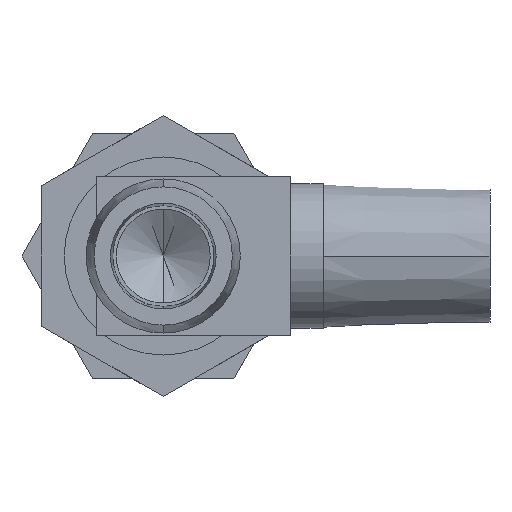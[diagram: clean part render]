
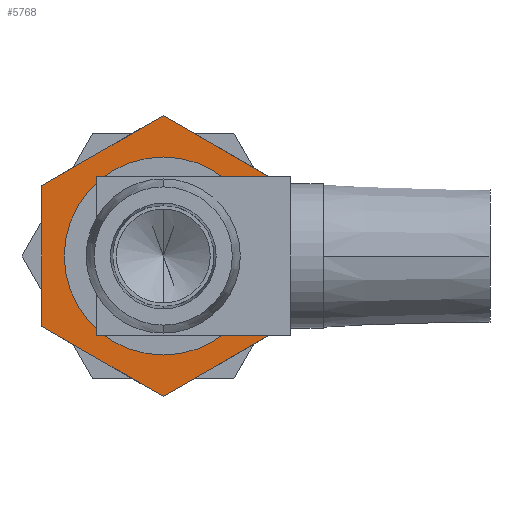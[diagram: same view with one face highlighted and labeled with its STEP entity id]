
A CAD part, front view. The second image highlights one B-rep face of the part: STEP entity #5768.
In plain terms, the highlighted planar face has unit normal (0, -1, 0).
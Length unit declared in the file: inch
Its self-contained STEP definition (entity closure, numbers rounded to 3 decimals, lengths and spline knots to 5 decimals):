
#2170 = AXIS2_PLACEMENT_3D ( 'NONE', #17880, #17879, #17877 ) ;
#2203 = CIRCLE ( 'NONE', #13820, 0.35 ) ;
#2303 = CIRCLE ( 'NONE', #2170, 0.35 ) ;
#2556 = EDGE_CURVE ( 'NONE', #11571, #11572, #2303, .T. ) ;
#5054 = LINE ( 'NONE', #8558, #13818 ) ;
#5055 = LINE ( 'NONE', #8561, #13815 ) ;
#5056 = LINE ( 'NONE', #8564, #13813 ) ;
#5057 = LINE ( 'NONE', #8494, #13816 ) ;
#5058 = LINE ( 'NONE', #8512, #13811 ) ;
#5059 = LINE ( 'NONE', #8453, #13809 ) ;
#5083 = FACE_OUTER_BOUND ( 'NONE', #5630, .T. ) ;
#5084 = FACE_BOUND ( 'NONE', #5695, .T. ) ;
#5630 = EDGE_LOOP ( 'NONE', ( #18272, #18267, #18270, #18265, #18347, #18345 ) ) ;
#5695 = EDGE_LOOP ( 'NONE', ( #18342, #18350 ) ) ;
#5736 = EDGE_CURVE ( 'NONE', #11572, #11571, #2203, .T. ) ;
#5738 = EDGE_CURVE ( 'NONE', #11440, #11428, #5054, .T. ) ;
#5739 = EDGE_CURVE ( 'NONE', #11428, #11441, #5055, .T. ) ;
#5740 = EDGE_CURVE ( 'NONE', #11438, #11440, #5056, .T. ) ;
#5741 = EDGE_CURVE ( 'NONE', #11364, #11438, #5057, .T. ) ;
#5742 = EDGE_CURVE ( 'NONE', #11452, #11364, #5058, .T. ) ;
#5743 = EDGE_CURVE ( 'NONE', #11441, #11452, #5059, .T. ) ;
#5768 = ADVANCED_FACE ( 'NONE', ( #5083, #5084 ), #8538, .T. ) ;
#8451 = DIRECTION ( 'NONE',  ( 0.866, 0., -0.5 ) ) ;
#8453 = CARTESIAN_POINT ( 'NONE',  ( 0., 0.675, 0.49652 ) ) ;
#8494 = CARTESIAN_POINT ( 'NONE',  ( 0.43, 0.675, -0.24826 ) ) ;
#8497 = DIRECTION ( 'NONE',  ( -0.866, 0., -0.5 ) ) ;
#8509 = DIRECTION ( 'NONE',  ( 0., 0., -1. ) ) ;
#8512 = CARTESIAN_POINT ( 'NONE',  ( 0.43, 0.675, 0.24826 ) ) ;
#8513 = CARTESIAN_POINT ( 'NONE',  ( 0., 0.675, 0. ) ) ;
#8520 = DIRECTION ( 'NONE',  ( 0., 0., -1. ) ) ;
#8532 = DIRECTION ( 'NONE',  ( 0., 0., 1. ) ) ;
#8536 = DIRECTION ( 'NONE',  ( 0., -1., 0. ) ) ;
#8538 = PLANE ( 'NONE',  #13778 ) ;
#8539 = CARTESIAN_POINT ( 'NONE',  ( -0.86, 0.675, 0. ) ) ;
#8550 = DIRECTION ( 'NONE',  ( 0., 1., 0. ) ) ;
#8556 = DIRECTION ( 'NONE',  ( 0., 0., 1. ) ) ;
#8558 = CARTESIAN_POINT ( 'NONE',  ( -0.43, 0.675, -0.24826 ) ) ;
#8560 = DIRECTION ( 'NONE',  ( 0.866, 0., 0.5 ) ) ;
#8561 = CARTESIAN_POINT ( 'NONE',  ( -0.43, 0.675, 0.24826 ) ) ;
#8564 = CARTESIAN_POINT ( 'NONE',  ( 0., 0.675, -0.49652 ) ) ;
#8566 = DIRECTION ( 'NONE',  ( -0.866, 0., 0.5 ) ) ;
#8832 = CARTESIAN_POINT ( 'NONE',  ( 0.43, 0.675, -0.24826 ) ) ;
#8871 = CARTESIAN_POINT ( 'NONE',  ( -0.43, 0.675, 0.24826 ) ) ;
#8877 = CARTESIAN_POINT ( 'NONE',  ( 0., 0.675, -0.49652 ) ) ;
#8878 = CARTESIAN_POINT ( 'NONE',  ( -0.43, 0.675, -0.24826 ) ) ;
#8879 = CARTESIAN_POINT ( 'NONE',  ( 0., 0.675, 0.49652 ) ) ;
#8886 = CARTESIAN_POINT ( 'NONE',  ( 0.43, 0.675, 0.24826 ) ) ;
#8993 = CARTESIAN_POINT ( 'NONE',  ( 0., 0.675, 0.35 ) ) ;
#8994 = CARTESIAN_POINT ( 'NONE',  ( 0., 0.675, -0.35 ) ) ;
#11364 = VERTEX_POINT ( 'NONE', #8832 ) ;
#11428 = VERTEX_POINT ( 'NONE', #8871 ) ;
#11438 = VERTEX_POINT ( 'NONE', #8877 ) ;
#11440 = VERTEX_POINT ( 'NONE', #8878 ) ;
#11441 = VERTEX_POINT ( 'NONE', #8879 ) ;
#11452 = VERTEX_POINT ( 'NONE', #8886 ) ;
#11571 = VERTEX_POINT ( 'NONE', #8993 ) ;
#11572 = VERTEX_POINT ( 'NONE', #8994 ) ;
#13778 = AXIS2_PLACEMENT_3D ( 'NONE', #8539, #8536, #8520 ) ;
#13809 = VECTOR ( 'NONE', #8451, 39.37008 ) ;
#13811 = VECTOR ( 'NONE', #8509, 39.37008 ) ;
#13813 = VECTOR ( 'NONE', #8566, 39.37008 ) ;
#13815 = VECTOR ( 'NONE', #8560, 39.37008 ) ;
#13816 = VECTOR ( 'NONE', #8497, 39.37008 ) ;
#13818 = VECTOR ( 'NONE', #8556, 39.37008 ) ;
#13820 = AXIS2_PLACEMENT_3D ( 'NONE', #8513, #8550, #8532 ) ;
#17877 = DIRECTION ( 'NONE',  ( 0., 0., 1. ) ) ;
#17879 = DIRECTION ( 'NONE',  ( 0., 1., 0. ) ) ;
#17880 = CARTESIAN_POINT ( 'NONE',  ( 0., 0.675, 0. ) ) ;
#18265 = ORIENTED_EDGE ( 'NONE', *, *, #5741, .F. ) ;
#18267 = ORIENTED_EDGE ( 'NONE', *, *, #5738, .F. ) ;
#18270 = ORIENTED_EDGE ( 'NONE', *, *, #5740, .F. ) ;
#18272 = ORIENTED_EDGE ( 'NONE', *, *, #5739, .F. ) ;
#18342 = ORIENTED_EDGE ( 'NONE', *, *, #5736, .T. ) ;
#18345 = ORIENTED_EDGE ( 'NONE', *, *, #5743, .F. ) ;
#18347 = ORIENTED_EDGE ( 'NONE', *, *, #5742, .F. ) ;
#18350 = ORIENTED_EDGE ( 'NONE', *, *, #2556, .T. ) ;
